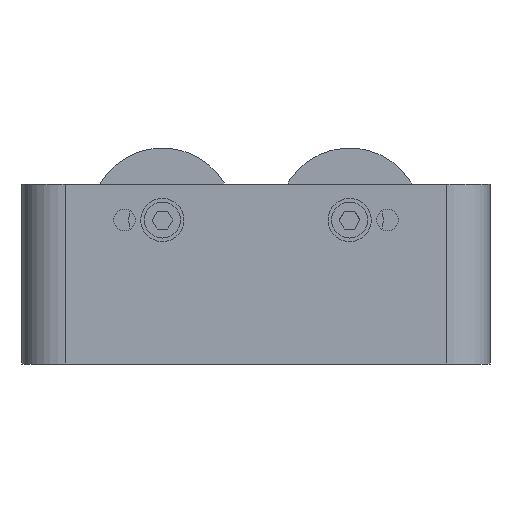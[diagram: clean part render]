
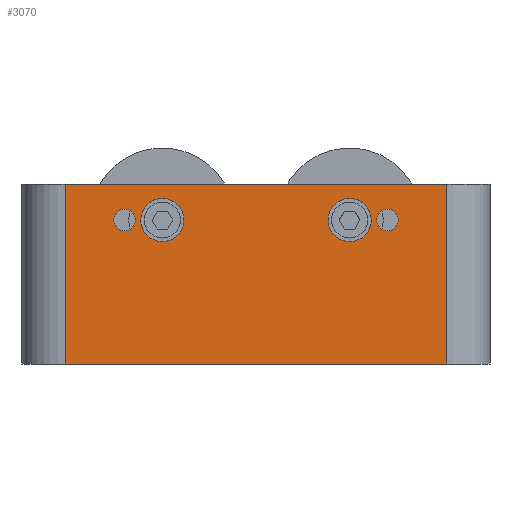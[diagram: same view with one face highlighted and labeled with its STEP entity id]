
A CAD part, front view. The second image highlights one B-rep face of the part: STEP entity #3070.
In plain terms, the highlighted planar face has unit normal (0, -1, 0).
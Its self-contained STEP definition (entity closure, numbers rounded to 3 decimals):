
#121 = ORIENTED_EDGE ( 'NONE', *, *, #6627, .F. ) ;
#152 = ORIENTED_EDGE ( 'NONE', *, *, #11666, .T. ) ;
#379 = DIRECTION ( 'NONE',  ( 0., -1., 0. ) ) ;
#407 = CARTESIAN_POINT ( 'NONE',  ( -55.507, -67.507, 155. ) ) ;
#410 = CARTESIAN_POINT ( 'NONE',  ( 23.493, -67.507, 145. ) ) ;
#449 = CARTESIAN_POINT ( 'NONE',  ( 50.493, -67.507, 155. ) ) ;
#864 = CARTESIAN_POINT ( 'NONE',  ( 50.493, -67.507, 105. ) ) ;
#932 = DIRECTION ( 'NONE',  ( 1., 0., 0. ) ) ;
#986 = EDGE_LOOP ( 'NONE', ( #1894, #121 ) ) ;
#1140 = CARTESIAN_POINT ( 'NONE',  ( 33.993, -67.507, 145. ) ) ;
#1165 = VERTEX_POINT ( 'NONE', #9463 ) ;
#1274 = VECTOR ( 'NONE', #932, 1000. ) ;
#1278 = AXIS2_PLACEMENT_3D ( 'NONE', #5953, #3327, #4462 ) ;
#1283 = DIRECTION ( 'NONE',  ( 0., 1., 0. ) ) ;
#1360 = CARTESIAN_POINT ( 'NONE',  ( 50.493, -67.507, 155. ) ) ;
#1551 = DIRECTION ( 'NONE',  ( -0.924, 0., -0.382 ) ) ;
#1728 = EDGE_CURVE ( 'NONE', #9427, #12018, #11868, .T. ) ;
#1747 = CIRCLE ( 'NONE', #6580, 3. ) ;
#1751 = ORIENTED_EDGE ( 'NONE', *, *, #4980, .T. ) ;
#1832 = ORIENTED_EDGE ( 'NONE', *, *, #5050, .T. ) ;
#1894 = ORIENTED_EDGE ( 'NONE', *, *, #8276, .F. ) ;
#1998 = ORIENTED_EDGE ( 'NONE', *, *, #11071, .T. ) ;
#2122 = VERTEX_POINT ( 'NONE', #864 ) ;
#2126 = AXIS2_PLACEMENT_3D ( 'NONE', #1140, #5612, #3185 ) ;
#2460 = EDGE_CURVE ( 'NONE', #12477, #2122, #13284, .T. ) ;
#2523 = AXIS2_PLACEMENT_3D ( 'NONE', #410, #5093, #1551 ) ;
#2959 = AXIS2_PLACEMENT_3D ( 'NONE', #13766, #10165, #9036 ) ;
#2980 = ORIENTED_EDGE ( 'NONE', *, *, #3926, .T. ) ;
#3070 = ADVANCED_FACE ( 'NONE', ( #11690, #7326, #11765, #7180, #6198 ), #3771, .F. ) ;
#3185 = DIRECTION ( 'NONE',  ( 0., 0., -1. ) ) ;
#3192 = CARTESIAN_POINT ( 'NONE',  ( 50.493, -67.507, 155. ) ) ;
#3201 = CARTESIAN_POINT ( 'NONE',  ( 17.948, -67.507, 142.709 ) ) ;
#3327 = DIRECTION ( 'NONE',  ( 0., -1., 0. ) ) ;
#3459 = CARTESIAN_POINT ( 'NONE',  ( 29.038, -67.507, 147.291 ) ) ;
#3626 = VERTEX_POINT ( 'NONE', #10369 ) ;
#3771 = PLANE ( 'NONE',  #6599 ) ;
#3926 = EDGE_CURVE ( 'NONE', #1165, #3626, #1747, .T. ) ;
#4003 = DIRECTION ( 'NONE',  ( 0., 1., 0. ) ) ;
#4121 = EDGE_CURVE ( 'NONE', #12018, #9427, #14246, .T. ) ;
#4173 = CIRCLE ( 'NONE', #2959, 3. ) ;
#4280 = VERTEX_POINT ( 'NONE', #5741 ) ;
#4462 = DIRECTION ( 'NONE',  ( -1., 0., 0. ) ) ;
#4593 = EDGE_CURVE ( 'NONE', #10812, #4280, #4173, .T. ) ;
#4601 = LINE ( 'NONE', #5889, #7655 ) ;
#4664 = VECTOR ( 'NONE', #14415, 1000. ) ;
#4693 = CARTESIAN_POINT ( 'NONE',  ( -39.007, -67.507, 145. ) ) ;
#4762 = DIRECTION ( 'NONE',  ( 0., 1., 0. ) ) ;
#4975 = VERTEX_POINT ( 'NONE', #3201 ) ;
#4980 = EDGE_CURVE ( 'NONE', #13921, #2122, #11269, .T. ) ;
#5050 = EDGE_CURVE ( 'NONE', #3626, #1165, #13547, .T. ) ;
#5093 = DIRECTION ( 'NONE',  ( 0., -1., 0. ) ) ;
#5149 = ORIENTED_EDGE ( 'NONE', *, *, #1728, .F. ) ;
#5295 = CARTESIAN_POINT ( 'NONE',  ( -22.962, -67.507, 142.709 ) ) ;
#5612 = DIRECTION ( 'NONE',  ( 0., 1., 0. ) ) ;
#5741 = CARTESIAN_POINT ( 'NONE',  ( 33.993, -67.507, 142. ) ) ;
#5833 = DIRECTION ( 'NONE',  ( 0., 0., 1. ) ) ;
#5889 = CARTESIAN_POINT ( 'NONE',  ( 50.493, -67.507, 155. ) ) ;
#5907 = DIRECTION ( 'NONE',  ( -1., 0., 0. ) ) ;
#5953 = CARTESIAN_POINT ( 'NONE',  ( -28.507, -67.507, 145. ) ) ;
#6060 = CARTESIAN_POINT ( 'NONE',  ( -39.007, -67.507, 145. ) ) ;
#6198 = FACE_BOUND ( 'NONE', #986, .T. ) ;
#6202 = ORIENTED_EDGE ( 'NONE', *, *, #4593, .T. ) ;
#6491 = DIRECTION ( 'NONE',  ( 0., -1., 0. ) ) ;
#6507 = ORIENTED_EDGE ( 'NONE', *, *, #9299, .F. ) ;
#6580 = AXIS2_PLACEMENT_3D ( 'NONE', #4693, #4762, #5833 ) ;
#6587 = CARTESIAN_POINT ( 'NONE',  ( -55.507, -67.507, 105. ) ) ;
#6599 = AXIS2_PLACEMENT_3D ( 'NONE', #1360, #1283, #5907 ) ;
#6627 = EDGE_CURVE ( 'NONE', #4975, #13528, #7341, .T. ) ;
#6836 = AXIS2_PLACEMENT_3D ( 'NONE', #6060, #4003, #10643 ) ;
#6840 = CARTESIAN_POINT ( 'NONE',  ( 33.993, -67.507, 148. ) ) ;
#7180 = FACE_OUTER_BOUND ( 'NONE', #11357, .T. ) ;
#7183 = CARTESIAN_POINT ( 'NONE',  ( -28.507, -67.507, 145. ) ) ;
#7326 = FACE_BOUND ( 'NONE', #13500, .T. ) ;
#7341 = CIRCLE ( 'NONE', #2523, 6. ) ;
#7448 = VECTOR ( 'NONE', #13981, 1000. ) ;
#7540 = DIRECTION ( 'NONE',  ( -0.924, 0., -0.382 ) ) ;
#7655 = VECTOR ( 'NONE', #9198, 1000. ) ;
#8276 = EDGE_CURVE ( 'NONE', #13528, #4975, #13590, .T. ) ;
#8291 = CARTESIAN_POINT ( 'NONE',  ( -34.052, -67.507, 147.291 ) ) ;
#8367 = VERTEX_POINT ( 'NONE', #13023 ) ;
#8937 = CARTESIAN_POINT ( 'NONE',  ( 50.493, -67.507, 105. ) ) ;
#9036 = DIRECTION ( 'NONE',  ( 0., 0., -1. ) ) ;
#9198 = DIRECTION ( 'NONE',  ( 1., 0., 0. ) ) ;
#9286 = EDGE_LOOP ( 'NONE', ( #5149, #10017 ) ) ;
#9299 = EDGE_CURVE ( 'NONE', #8367, #12477, #4601, .T. ) ;
#9361 = CIRCLE ( 'NONE', #2126, 3. ) ;
#9401 = LINE ( 'NONE', #407, #7448 ) ;
#9427 = VERTEX_POINT ( 'NONE', #8291 ) ;
#9463 = CARTESIAN_POINT ( 'NONE',  ( -39.007, -67.507, 142. ) ) ;
#10017 = ORIENTED_EDGE ( 'NONE', *, *, #4121, .F. ) ;
#10165 = DIRECTION ( 'NONE',  ( 0., 1., 0. ) ) ;
#10206 = AXIS2_PLACEMENT_3D ( 'NONE', #12122, #6491, #7540 ) ;
#10369 = CARTESIAN_POINT ( 'NONE',  ( -39.007, -67.507, 148. ) ) ;
#10643 = DIRECTION ( 'NONE',  ( 0., 0., 1. ) ) ;
#10687 = EDGE_LOOP ( 'NONE', ( #6202, #1998 ) ) ;
#10812 = VERTEX_POINT ( 'NONE', #6840 ) ;
#11071 = EDGE_CURVE ( 'NONE', #4280, #10812, #9361, .T. ) ;
#11269 = LINE ( 'NONE', #8937, #1274 ) ;
#11353 = ORIENTED_EDGE ( 'NONE', *, *, #2460, .F. ) ;
#11357 = EDGE_LOOP ( 'NONE', ( #1751, #11353, #6507, #152 ) ) ;
#11666 = EDGE_CURVE ( 'NONE', #8367, #13921, #9401, .T. ) ;
#11690 = FACE_BOUND ( 'NONE', #9286, .T. ) ;
#11765 = FACE_BOUND ( 'NONE', #10687, .T. ) ;
#11865 = AXIS2_PLACEMENT_3D ( 'NONE', #7183, #379, #12891 ) ;
#11868 = CIRCLE ( 'NONE', #1278, 6. ) ;
#12018 = VERTEX_POINT ( 'NONE', #5295 ) ;
#12122 = CARTESIAN_POINT ( 'NONE',  ( 23.493, -67.507, 145. ) ) ;
#12477 = VERTEX_POINT ( 'NONE', #449 ) ;
#12891 = DIRECTION ( 'NONE',  ( -1., 0., 0. ) ) ;
#13023 = CARTESIAN_POINT ( 'NONE',  ( -55.507, -67.507, 155. ) ) ;
#13284 = LINE ( 'NONE', #3192, #4664 ) ;
#13500 = EDGE_LOOP ( 'NONE', ( #1832, #2980 ) ) ;
#13528 = VERTEX_POINT ( 'NONE', #3459 ) ;
#13547 = CIRCLE ( 'NONE', #6836, 3. ) ;
#13590 = CIRCLE ( 'NONE', #10206, 6. ) ;
#13766 = CARTESIAN_POINT ( 'NONE',  ( 33.993, -67.507, 145. ) ) ;
#13921 = VERTEX_POINT ( 'NONE', #6587 ) ;
#13981 = DIRECTION ( 'NONE',  ( 0., 0., -1. ) ) ;
#14246 = CIRCLE ( 'NONE', #11865, 6. ) ;
#14415 = DIRECTION ( 'NONE',  ( 0., 0., -1. ) ) ;
